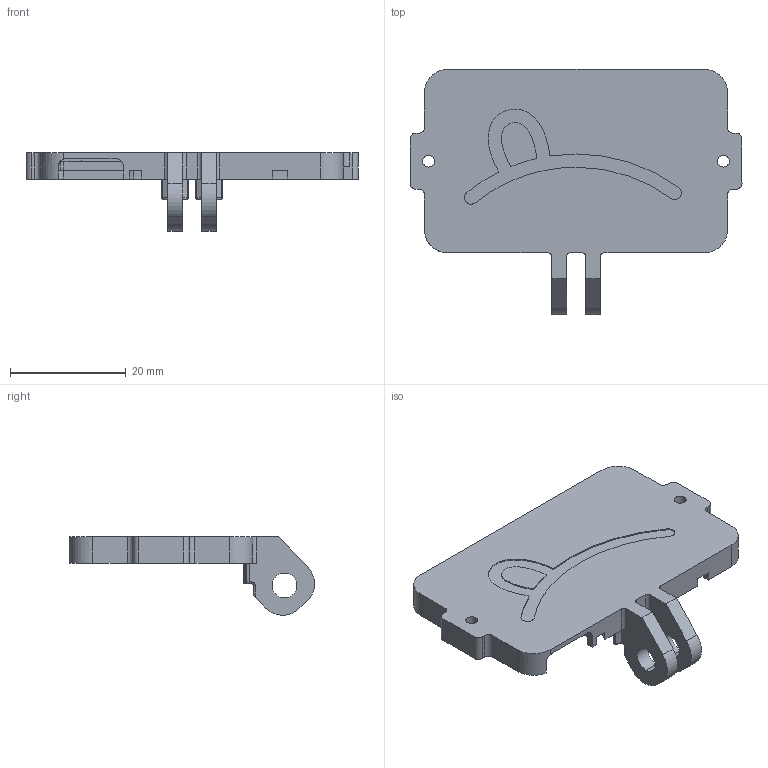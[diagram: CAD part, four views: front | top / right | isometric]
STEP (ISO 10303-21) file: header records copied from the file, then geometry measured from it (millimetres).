
FILE_DESCRIPTION (( 'STEP AP203' ), '1' );
FILE_NAME ('Lid.STEP', '2024-11-05T23:55:47', ( '' ), ( '' ), 'SwSTEP 2.0', 'SolidWorks 2024', '' );
FILE_SCHEMA (( 'CONFIG_CONTROL_DESIGN' ));
Length unit declared in the file: inch
Products named in the file (1): Lid
Bounding box: 57.4 x 42.36 x 13.57 mm (x, y, z)
Volume: 4046.3 mm3; surface area: 5253.6 mm2
Topology: 1 solids, 1 shells, 192 faces, 537 edges, 341 vertices
Faces by surface type: plane 89, cylinder 70, bspline 29, torus 4
Entity records: 6426 total; most frequent: CARTESIAN_POINT 1617, ORIENTED_EDGE 1058, DIRECTION 899, EDGE_CURVE 529, VECTOR 341, VERTEX_POINT 341, LINE 341, AXIS2_PLACEMENT_3D 279
